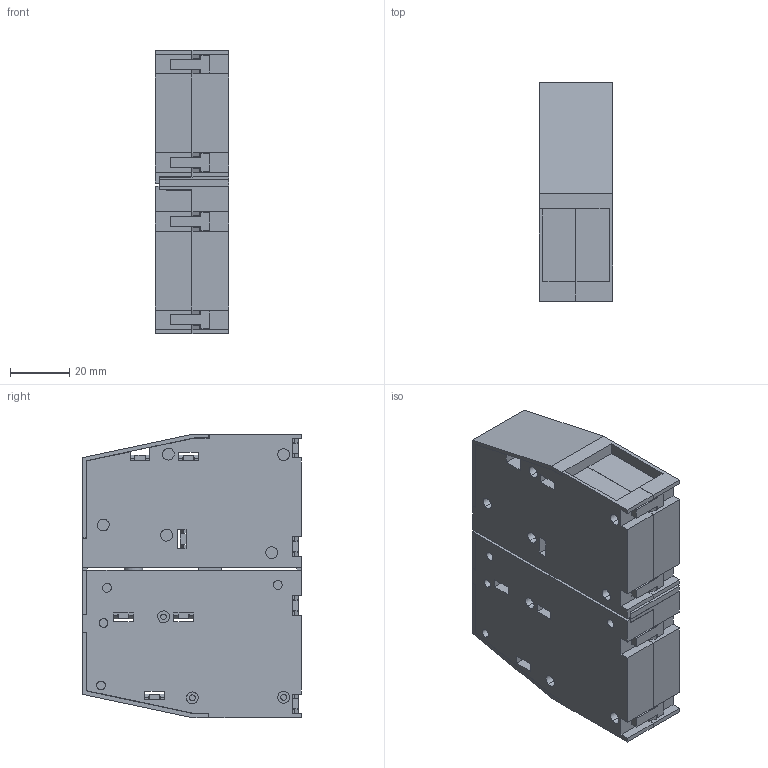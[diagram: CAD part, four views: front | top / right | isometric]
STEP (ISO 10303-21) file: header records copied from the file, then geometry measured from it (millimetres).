
FILE_DESCRIPTION(('CATIA V5R24 STEP','CAx-IF Rec.Pracs.--- Model Styling and Organization---1.2---2011-12-15'),'2;1');
FILE_NAME ('D1450273_0', '2017-11-28T10:37:28+00:00', ('Weidmueller Interface'), ('Weidmueller'), 'CATIA Version 5-6 Release 2014 SP4 HF52', 'CATIA V5 STEP AP214', 'none');
FILE_SCHEMA(('AUTOMOTIVE_DESIGN { 1 0 10303 214 1 1 1 1 }'));
Length unit declared in the file: millimetre
Products named in the file (1): 1250680000
Bounding box: 24.9 x 74 x 96 mm (x, y, z)
Volume: 151857.8 mm3; surface area: 41864.4 mm2
Topology: 4 solids, 4 shells, 639 faces, 1738 edges, 1156 vertices
Faces by surface type: plane 579, cylinder 60
Entity records: 18700 total; most frequent: ORIENTED_EDGE 3476, CARTESIAN_POINT 3461, DIRECTION 2520, EDGE_CURVE 1738, VECTOR 1618, LINE 1618, VERTEX_POINT 1156, EDGE_LOOP 704
